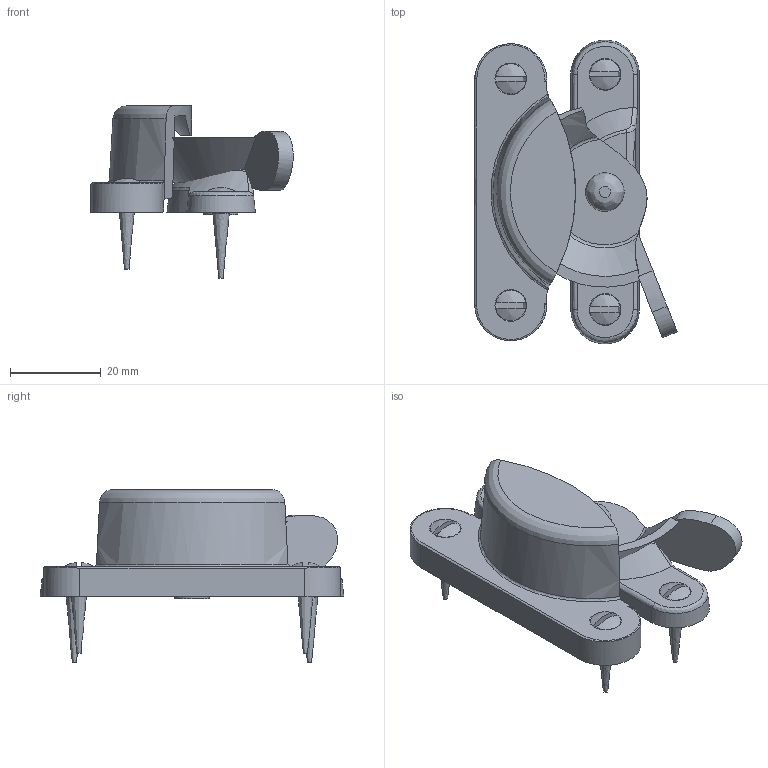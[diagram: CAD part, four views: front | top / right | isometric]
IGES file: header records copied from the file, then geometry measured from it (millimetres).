
Global section: file name: P6131; native system: Autodesk Inventor 2018; preprocessor: unknown; author: ashami; date: 20190708.080857; units: millimetre
Bounding box: 44.68 x 67.01 x 38.05 mm (x, y, z)
Volume: 15997.9 mm3; surface area: 13349.6 mm2
Topology: 10 solids, 10 shells, 180 faces, 456 edges, 296 vertices
Faces by surface type: bspline 180
